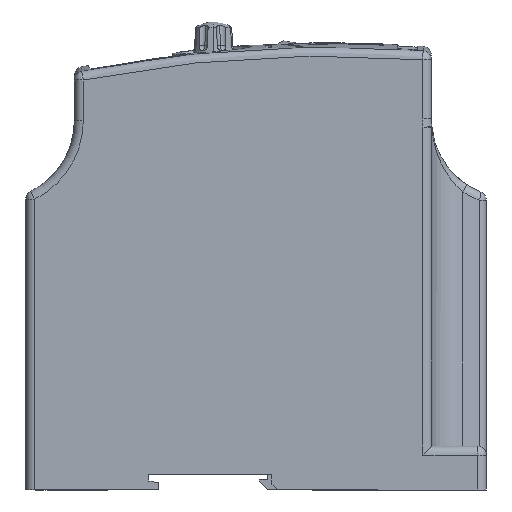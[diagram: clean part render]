
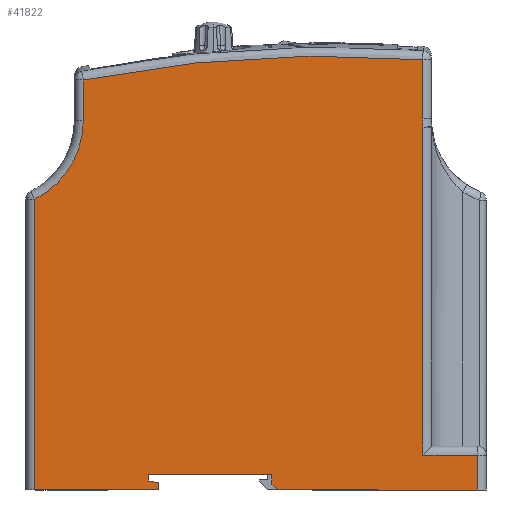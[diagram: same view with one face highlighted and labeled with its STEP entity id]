
A CAD part, left-side view. The second image highlights one B-rep face of the part: STEP entity #41822.
In plain terms, the highlighted planar face has unit normal (-1, 0, 0).
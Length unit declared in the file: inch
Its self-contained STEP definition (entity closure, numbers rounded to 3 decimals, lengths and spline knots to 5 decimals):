
#732 = CARTESIAN_POINT ( 'NONE',  ( -1.34, 1.21, -2.52377 ) ) ;
#1911 = VECTOR ( 'NONE', #10013, 39.37008 ) ;
#2170 = EDGE_CURVE ( 'NONE', #7692, #45738, #39111, .T. ) ;
#2265 = DIRECTION ( 'NONE',  ( 0., 1., 0. ) ) ;
#2293 = EDGE_CURVE ( 'NONE', #31303, #40601, #38513, .T. ) ;
#2993 = CARTESIAN_POINT ( 'NONE',  ( -1.34, 1.09724, -2.5449 ) ) ;
#3762 = EDGE_CURVE ( 'NONE', #16993, #31303, #15016, .T. ) ;
#4982 = LINE ( 'NONE', #25563, #32217 ) ;
#5072 = VECTOR ( 'NONE', #39444, 39.37008 ) ;
#5176 = VECTOR ( 'NONE', #36831, 39.37008 ) ;
#5356 = LINE ( 'NONE', #30749, #33799 ) ;
#6139 = EDGE_CURVE ( 'NONE', #45738, #16993, #19148, .T. ) ;
#6155 = DIRECTION ( 'NONE',  ( 0., 0., 1. ) ) ;
#6167 = DIRECTION ( 'NONE',  ( 0., -0.753, -0.658 ) ) ;
#6316 = CARTESIAN_POINT ( 'NONE',  ( -1.34, -1.88, 1.565 ) ) ;
#7692 = VERTEX_POINT ( 'NONE', #16389 ) ;
#8323 = CARTESIAN_POINT ( 'NONE',  ( -1.34, 2.6, -2.625 ) ) ;
#8491 = VERTEX_POINT ( 'NONE', #18970 ) ;
#8600 = DIRECTION ( 'NONE',  ( 0., 0., 1. ) ) ;
#8989 = VECTOR ( 'NONE', #6155, 39.37008 ) ;
#9280 = VECTOR ( 'NONE', #2265, 39.37008 ) ;
#10013 = DIRECTION ( 'NONE',  ( 0., 0.983, 0.184 ) ) ;
#10014 = CARTESIAN_POINT ( 'NONE',  ( -1.34, 1.21, -2.45 ) ) ;
#10331 = B_SPLINE_CURVE_WITH_KNOTS ( 'NONE', 3,
 ( #33117, #36839, #18361, #44331, #22105, #48086 ),
 .UNSPECIFIED., .F., .F.,
 ( 4, 2, 4 ),
 ( 0.00254, 0.05138, 0.10022 ),
 .UNSPECIFIED. ) ;
#10902 = PLANE ( 'NONE',  #37090 ) ;
#12091 = EDGE_CURVE ( 'NONE', #16563, #20568, #5356, .T. ) ;
#13672 = LINE ( 'NONE', #8323, #33410 ) ;
#13674 = CARTESIAN_POINT ( 'NONE',  ( -1.34, 2.5, -2.625 ) ) ;
#13752 = CARTESIAN_POINT ( 'NONE',  ( -1.34, -2.6, -2.45 ) ) ;
#14414 = CARTESIAN_POINT ( 'NONE',  ( -1.34, 2.94, 1.545 ) ) ;
#14657 = CARTESIAN_POINT ( 'NONE',  ( -1.34, -1.88456, 1.47013 ) ) ;
#15016 = LINE ( 'NONE', #29200, #5176 ) ;
#15774 = ORIENTED_EDGE ( 'NONE', *, *, #6139, .T. ) ;
#16389 = CARTESIAN_POINT ( 'NONE',  ( -1.34, -2.5, -2.625 ) ) ;
#16563 = VERTEX_POINT ( 'NONE', #732 ) ;
#16869 = ORIENTED_EDGE ( 'NONE', *, *, #31932, .T. ) ;
#16923 = CARTESIAN_POINT ( 'NONE',  ( -1.34, -2.87, 1.565 ) ) ;
#16993 = VERTEX_POINT ( 'NONE', #26217 ) ;
#17405 = VECTOR ( 'NONE', #6167, 39.37008 ) ;
#17713 = CIRCLE ( 'NONE', #38512, 0.99 ) ;
#18133 = DIRECTION ( 'NONE',  ( 0., 0., -1. ) ) ;
#18361 = CARTESIAN_POINT ( 'NONE',  ( -1.34, -0.59864, 2.28869 ) ) ;
#18445 = ORIENTED_EDGE ( 'NONE', *, *, #21523, .T. ) ;
#18700 = VERTEX_POINT ( 'NONE', #42889 ) ;
#18970 = CARTESIAN_POINT ( 'NONE',  ( -1.34, -0.18, -2.45 ) ) ;
#19148 = LINE ( 'NONE', #28096, #9280 ) ;
#19406 = VECTOR ( 'NONE', #23658, 39.37008 ) ;
#19575 = FACE_OUTER_BOUND ( 'NONE', #27181, .T. ) ;
#19583 = LINE ( 'NONE', #38651, #39279 ) ;
#19594 = VECTOR ( 'NONE', #35951, 39.37008 ) ;
#19729 = CARTESIAN_POINT ( 'NONE',  ( -1.34, -2.5, -2.625 ) ) ;
#20568 = VERTEX_POINT ( 'NONE', #10014 ) ;
#20624 = CARTESIAN_POINT ( 'NONE',  ( -1.34, -0.18, -2.5621 ) ) ;
#20664 = DIRECTION ( 'NONE',  ( 0., 0., -1. ) ) ;
#21031 = VERTEX_POINT ( 'NONE', #13674 ) ;
#21523 = EDGE_CURVE ( 'NONE', #20568, #8491, #39287, .T. ) ;
#22105 = CARTESIAN_POINT ( 'NONE',  ( -1.34, 1.32002, 2.13005 ) ) ;
#22277 = CARTESIAN_POINT ( 'NONE',  ( -1.34, -2.6, -2.625 ) ) ;
#23567 = VECTOR ( 'NONE', #29267, 39.37008 ) ;
#23658 = DIRECTION ( 'NONE',  ( 0., 0., 1. ) ) ;
#23687 = VERTEX_POINT ( 'NONE', #39893 ) ;
#23841 = CARTESIAN_POINT ( 'NONE',  ( -1.34, -2.5, -2.23 ) ) ;
#24311 = EDGE_CURVE ( 'NONE', #24314, #16563, #30382, .T. ) ;
#24314 = VERTEX_POINT ( 'NONE', #2993 ) ;
#24508 = CARTESIAN_POINT ( 'NONE',  ( -1.34, -1.88, 2.23409 ) ) ;
#24785 = LINE ( 'NONE', #35712, #5072 ) ;
#25243 = CARTESIAN_POINT ( 'NONE',  ( -1.34, -2.48911, -3.21685 ) ) ;
#25563 = CARTESIAN_POINT ( 'NONE',  ( -1.34, 2.6, -2.625 ) ) ;
#26004 = DIRECTION ( 'NONE',  ( 0., 0., -1. ) ) ;
#26217 = CARTESIAN_POINT ( 'NONE',  ( -1.34, -1.88456, -2.23 ) ) ;
#26223 = LINE ( 'NONE', #39051, #36027 ) ;
#26949 = EDGE_CURVE ( 'NONE', #8491, #27012, #19583, .T. ) ;
#27012 = VERTEX_POINT ( 'NONE', #20624 ) ;
#27181 = EDGE_LOOP ( 'NONE', ( #32604, #36042, #28700, #38451, #15774, #36753, #29483, #36005, #16869, #28193, #35534, #37573, #41098, #39630, #47532, #35903, #18445 ) ) ;
#28096 = CARTESIAN_POINT ( 'NONE',  ( -1.34, -1.98102, -2.23 ) ) ;
#28193 = ORIENTED_EDGE ( 'NONE', *, *, #33895, .T. ) ;
#28394 = CARTESIAN_POINT ( 'NONE',  ( -1.34, -1.58278, -3.78851 ) ) ;
#28700 = ORIENTED_EDGE ( 'NONE', *, *, #36503, .F. ) ;
#29002 = EDGE_CURVE ( 'NONE', #32334, #21031, #24785, .T. ) ;
#29200 = CARTESIAN_POINT ( 'NONE',  ( -1.34, -1.88456, 1.12931 ) ) ;
#29267 = DIRECTION ( 'NONE',  ( 0., 0., -1. ) ) ;
#29483 = ORIENTED_EDGE ( 'NONE', *, *, #2293, .T. ) ;
#29562 = VERTEX_POINT ( 'NONE', #24508 ) ;
#29655 = EDGE_CURVE ( 'NONE', #18700, #24314, #38551, .T. ) ;
#30382 = LINE ( 'NONE', #25243, #1911 ) ;
#30749 = CARTESIAN_POINT ( 'NONE',  ( -1.34, 1.21, -2.625 ) ) ;
#31303 = VERTEX_POINT ( 'NONE', #14657 ) ;
#31572 = DIRECTION ( 'NONE',  ( 0., 0., 1. ) ) ;
#31932 = EDGE_CURVE ( 'NONE', #29562, #44000, #10331, .T. ) ;
#32217 = VECTOR ( 'NONE', #40477, 39.37008 ) ;
#32334 = VERTEX_POINT ( 'NONE', #43291 ) ;
#32604 = ORIENTED_EDGE ( 'NONE', *, *, #26949, .T. ) ;
#32963 = CARTESIAN_POINT ( 'NONE',  ( -1.34, -0.25195, -2.625 ) ) ;
#33117 = CARTESIAN_POINT ( 'NONE',  ( -1.34, -1.88, 2.23409 ) ) ;
#33299 = EDGE_CURVE ( 'NONE', #23687, #32334, #17713, .T. ) ;
#33410 = VECTOR ( 'NONE', #34237, 39.37008 ) ;
#33799 = VECTOR ( 'NONE', #8600, 39.37008 ) ;
#33895 = EDGE_CURVE ( 'NONE', #44000, #23687, #43260, .T. ) ;
#33918 = EDGE_CURVE ( 'NONE', #18700, #21031, #4982, .T. ) ;
#34136 = DIRECTION ( 'NONE',  ( 0., 0., -1. ) ) ;
#34237 = DIRECTION ( 'NONE',  ( 0., 1., 0. ) ) ;
#34328 = VERTEX_POINT ( 'NONE', #32963 ) ;
#35534 = ORIENTED_EDGE ( 'NONE', *, *, #33299, .T. ) ;
#35712 = CARTESIAN_POINT ( 'NONE',  ( -1.34, 2.5, -2.625 ) ) ;
#35903 = ORIENTED_EDGE ( 'NONE', *, *, #12091, .T. ) ;
#35951 = DIRECTION ( 'NONE',  ( 0., -1., 0. ) ) ;
#36005 = ORIENTED_EDGE ( 'NONE', *, *, #39967, .T. ) ;
#36027 = VECTOR ( 'NONE', #31572, 39.37008 ) ;
#36042 = ORIENTED_EDGE ( 'NONE', *, *, #45201, .T. ) ;
#36503 = EDGE_CURVE ( 'NONE', #7692, #34328, #13672, .T. ) ;
#36753 = ORIENTED_EDGE ( 'NONE', *, *, #3762, .T. ) ;
#36831 = DIRECTION ( 'NONE',  ( 0., 0., 1. ) ) ;
#36839 = CARTESIAN_POINT ( 'NONE',  ( -1.34, -1.23958, 2.28327 ) ) ;
#37090 = AXIS2_PLACEMENT_3D ( 'NONE', #22277, #48253, #26004 ) ;
#37238 = CARTESIAN_POINT ( 'NONE',  ( -1.34, 1.95, 2.00482 ) ) ;
#37573 = ORIENTED_EDGE ( 'NONE', *, *, #29002, .T. ) ;
#38451 = ORIENTED_EDGE ( 'NONE', *, *, #2170, .T. ) ;
#38513 = CIRCLE ( 'NONE', #45413, 0.99 ) ;
#38512 = AXIS2_PLACEMENT_3D ( 'NONE', #14414, #40363, #18133 ) ;
#38551 = LINE ( 'NONE', #39713, #8989 ) ;
#38651 = CARTESIAN_POINT ( 'NONE',  ( -1.34, -0.18, -2.625 ) ) ;
#39051 = CARTESIAN_POINT ( 'NONE',  ( -1.34, -1.88, -2.625 ) ) ;
#39111 = LINE ( 'NONE', #19729, #19406 ) ;
#39279 = VECTOR ( 'NONE', #34136, 39.37008 ) ;
#39287 = LINE ( 'NONE', #13752, #19594 ) ;
#39444 = DIRECTION ( 'NONE',  ( 0., 0., -1. ) ) ;
#39630 = ORIENTED_EDGE ( 'NONE', *, *, #29655, .T. ) ;
#39713 = CARTESIAN_POINT ( 'NONE',  ( -1.34, 1.09724, -2.625 ) ) ;
#39893 = CARTESIAN_POINT ( 'NONE',  ( -1.34, 1.95, 1.545 ) ) ;
#39967 = EDGE_CURVE ( 'NONE', #40601, #29562, #26223, .T. ) ;
#40134 = CARTESIAN_POINT ( 'NONE',  ( -1.34, 1.95, -2.625 ) ) ;
#40363 = DIRECTION ( 'NONE',  ( 1., 0., 0. ) ) ;
#40477 = DIRECTION ( 'NONE',  ( 0., 1., 0. ) ) ;
#40601 = VERTEX_POINT ( 'NONE', #6316 ) ;
#41098 = ORIENTED_EDGE ( 'NONE', *, *, #33918, .F. ) ;
#41822 = ADVANCED_FACE ( 'NONE', ( #19575 ), #10902, .F. ) ;
#42889 = CARTESIAN_POINT ( 'NONE',  ( -1.34, 1.09724, -2.625 ) ) ;
#42919 = DIRECTION ( 'NONE',  ( 1., 0., 0. ) ) ;
#43260 = LINE ( 'NONE', #40134, #23567 ) ;
#43291 = CARTESIAN_POINT ( 'NONE',  ( -1.34, 2.5, 0.65815 ) ) ;
#44000 = VERTEX_POINT ( 'NONE', #37238 ) ;
#44331 = CARTESIAN_POINT ( 'NONE',  ( -1.34, 0.6843, 2.21189 ) ) ;
#45201 = EDGE_CURVE ( 'NONE', #27012, #34328, #45914, .T. ) ;
#45413 = AXIS2_PLACEMENT_3D ( 'NONE', #16923, #42919, #20664 ) ;
#45738 = VERTEX_POINT ( 'NONE', #23841 ) ;
#45914 = LINE ( 'NONE', #28394, #17405 ) ;
#47532 = ORIENTED_EDGE ( 'NONE', *, *, #24311, .T. ) ;
#48086 = CARTESIAN_POINT ( 'NONE',  ( -1.34, 1.95, 2.00482 ) ) ;
#48253 = DIRECTION ( 'NONE',  ( 1., 0., 0. ) ) ;
